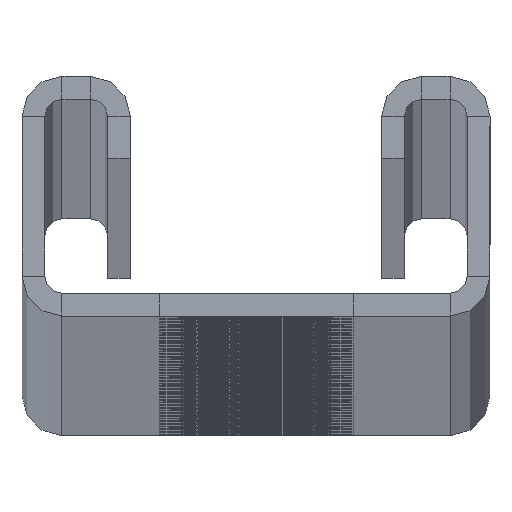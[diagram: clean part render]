
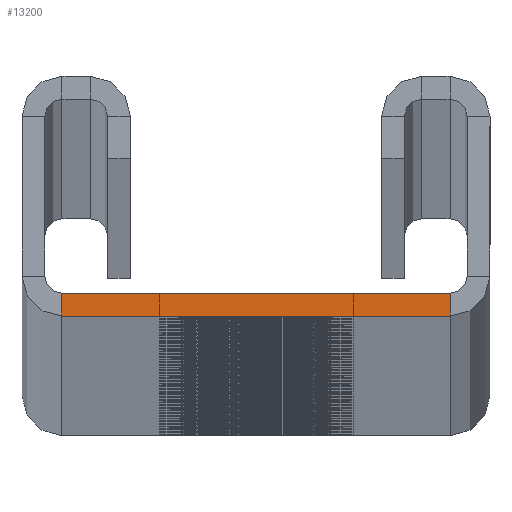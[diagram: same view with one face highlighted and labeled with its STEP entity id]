
A CAD part, top view. The second image highlights one B-rep face of the part: STEP entity #13200.
In plain terms, the highlighted planar face has unit normal (0, 0, 1).
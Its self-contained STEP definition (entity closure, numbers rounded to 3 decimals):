
#12244=CARTESIAN_POINT('',(17.0,-10.5,6000.0));
#12245=VERTEX_POINT('',#12244);
#12294=CARTESIAN_POINT('',(17.,-8.5,6000.0));
#12295=VERTEX_POINT('',#12294);
#12303=CARTESIAN_POINT('',(17.,-8.5,6000.0));
#12304=DIRECTION('',(0.0,-1.0,0.0));
#12305=VECTOR('',#12304,2.);
#12306=LINE('',#12303,#12305);
#12307=EDGE_CURVE('',#12295,#12245,#12306,.T.);
#12351=CARTESIAN_POINT('',(-17.0,-8.5,6000.0));
#12352=VERTEX_POINT('',#12351);
#12359=CARTESIAN_POINT('',(17.,-8.5,6000.0));
#12360=DIRECTION('',(-1.0,0.0,0.0));
#12361=VECTOR('',#12360,34.);
#12362=LINE('',#12359,#12361);
#12363=EDGE_CURVE('',#12295,#12352,#12362,.T.);
#13107=CARTESIAN_POINT('',(-17.,-10.5,6000.0));
#13108=VERTEX_POINT('',#13107);
#13159=CARTESIAN_POINT('',(-17.,-8.5,6000.0));
#13160=DIRECTION('',(0.0,-1.0,0.0));
#13161=VECTOR('',#13160,2.);
#13162=LINE('',#13159,#13161);
#13163=EDGE_CURVE('',#12352,#13108,#13162,.T.);
#13184=CARTESIAN_POINT('',(-44.715,-10.5,6000.0));
#13185=DIRECTION('',(0.0,0.0,1.0));
#13186=DIRECTION('',(0.0,-1.0,0.0));
#13187=AXIS2_PLACEMENT_3D('',#13184,#13185,#13186);
#13188=PLANE('',#13187);
#13189=ORIENTED_EDGE('',*,*,#12307,.F.);
#13190=ORIENTED_EDGE('',*,*,#12363,.T.);
#13191=ORIENTED_EDGE('',*,*,#13163,.T.);
#13192=CARTESIAN_POINT('',(-17.,-10.5,6000.0));
#13193=DIRECTION('',(1.0,0.0,0.0));
#13194=VECTOR('',#13193,34.);
#13195=LINE('',#13192,#13194);
#13196=EDGE_CURVE('',#13108,#12245,#13195,.T.);
#13197=ORIENTED_EDGE('',*,*,#13196,.T.);
#13198=EDGE_LOOP('',(#13189,#13190,#13191,#13197));
#13199=FACE_OUTER_BOUND('',#13198,.T.);
#13200=ADVANCED_FACE('',(#13199),#13188,.T.);
